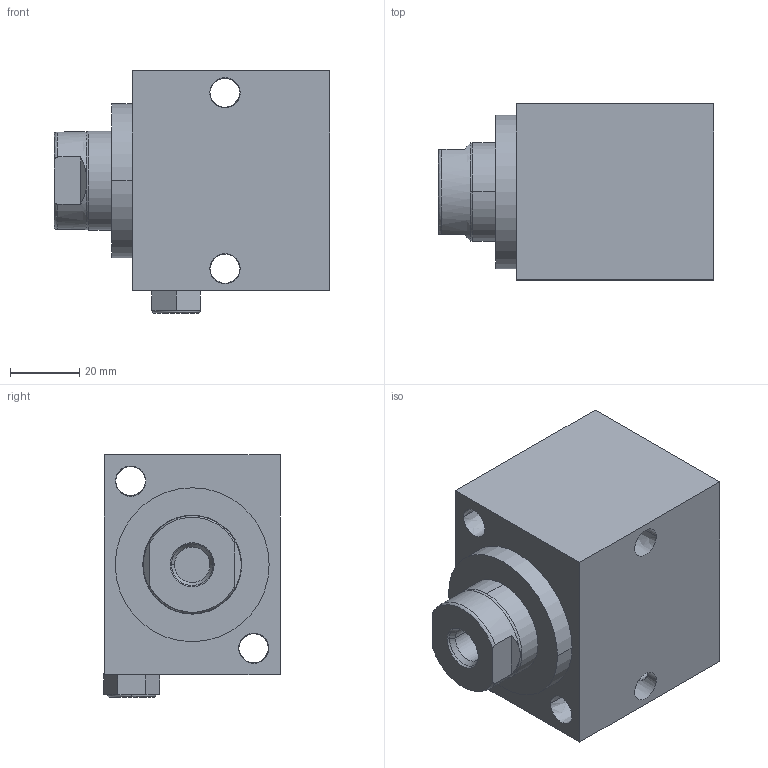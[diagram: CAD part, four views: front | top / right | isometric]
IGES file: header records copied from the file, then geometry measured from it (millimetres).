
Start section:  PTC IGES file: ilcm42011005.igs
Global section: file name: ilcm42011005.igs; native system: Creo Parametric by Parametric Technology Corporation; preprocessor: 2013320; author: ngp; organization: Unknown; date: 20180717.125415; units: millimetre
Bounding box: 79.5 x 50.92 x 70.03 mm (x, y, z)
Surface area: 29610.1 mm2 (no closed solid volume)
Topology: 0 solids, 0 shells, 92 faces, 625 edges, 773 vertices
Faces by surface type: revolution 55, bspline 37
